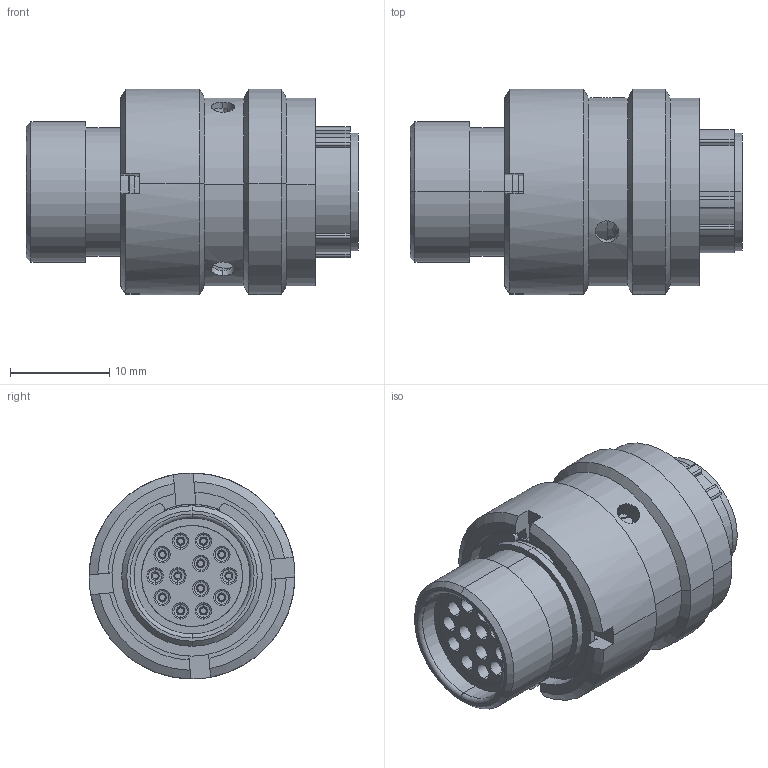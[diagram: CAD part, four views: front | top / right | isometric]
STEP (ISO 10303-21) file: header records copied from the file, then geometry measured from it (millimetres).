
FILE_DESCRIPTION (( 'STEP AP214' ), '1' );
FILE_NAME ('AS610-35PC.STEP', '2013-05-24T11:51:31', ( 'TE Connectivity' ), ( 'TE Connectivity' ), 'SwSTEP 2.0', 'SolidWorks 2011', '' );
FILE_SCHEMA (( 'AUTOMOTIVE_DESIGN' ));
Length unit declared in the file: inch
Products named in the file (1): AS610-35PC
Bounding box: 33.37 x 20.7 x 20.7 mm (x, y, z)
Volume: 4998.3 mm3; surface area: 8065.8 mm2
Topology: 21 solids, 21 shells, 892 faces, 2138 edges, 1333 vertices
Faces by surface type: cylinder 299, plane 271, torus 214, cone 92, bspline 12, sphere 4
Entity records: 41362 total; most frequent: CARTESIAN_POINT 9157, DIRECTION 4282, ORIENTED_EDGE 4260, EDGE_CURVE 2130, AXIS2_PLACEMENT_3D 1874, VERTEX_POINT 1329, EDGE_LOOP 1007, CIRCLE 993
